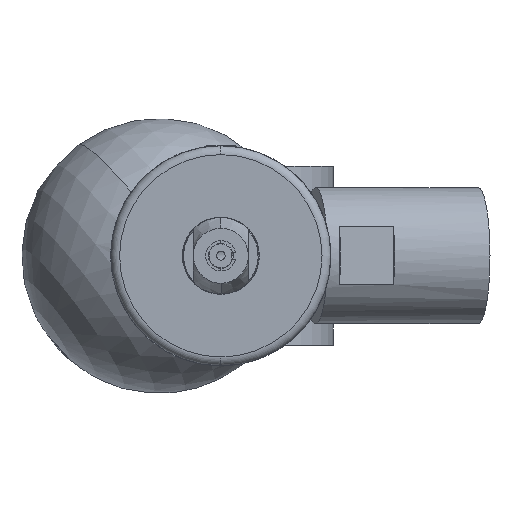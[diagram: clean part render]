
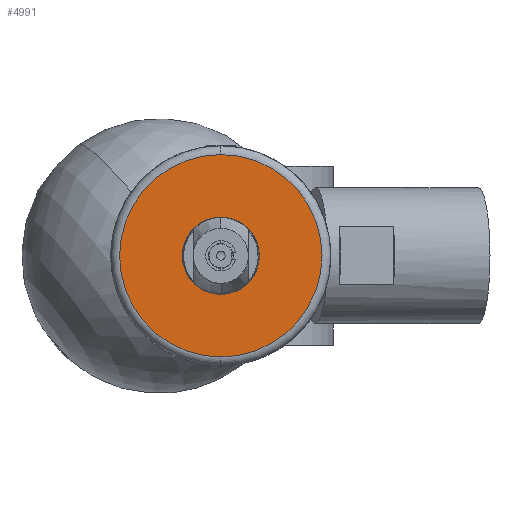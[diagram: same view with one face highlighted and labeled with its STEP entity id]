
A CAD part, left-side view. The second image highlights one B-rep face of the part: STEP entity #4991.
In plain terms, the highlighted planar face has unit normal (-1, 0, 0).
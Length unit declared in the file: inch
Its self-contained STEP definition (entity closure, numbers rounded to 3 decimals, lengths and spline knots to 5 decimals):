
#82 = EDGE_LOOP ( 'NONE', ( #6520, #6924 ) ) ;
#120 = DIRECTION ( 'NONE',  ( 0., 0., -1. ) ) ;
#266 = FACE_BOUND ( 'NONE', #82, .T. ) ;
#349 = FACE_OUTER_BOUND ( 'NONE', #1817, .T. ) ;
#1059 = DIRECTION ( 'NONE',  ( 0., 0., 1. ) ) ;
#1358 = PLANE ( 'NONE',  #9828 ) ;
#1698 = VERTEX_POINT ( 'NONE', #3951 ) ;
#1817 = EDGE_LOOP ( 'NONE', ( #9296, #14049 ) ) ;
#1843 = CARTESIAN_POINT ( 'NONE',  ( -0.0335, 0., 0. ) ) ;
#2076 = DIRECTION ( 'NONE',  ( 0., 0., -1. ) ) ;
#2176 = EDGE_CURVE ( 'NONE', #10173, #7428, #5707, .T. ) ;
#2268 = DIRECTION ( 'NONE',  ( 0., 0., 1. ) ) ;
#2483 = VERTEX_POINT ( 'NONE', #9891 ) ;
#2753 = AXIS2_PLACEMENT_3D ( 'NONE', #13089, #10944, #1059 ) ;
#2966 = AXIS2_PLACEMENT_3D ( 'NONE', #9760, #9967, #2268 ) ;
#3951 = CARTESIAN_POINT ( 'NONE',  ( -0.0335, 0., 0.46 ) ) ;
#4227 = CARTESIAN_POINT ( 'NONE',  ( -0.0335, 0., 0. ) ) ;
#4991 = ADVANCED_FACE ( 'NONE', ( #266, #349 ), #1358, .F. ) ;
#5707 = CIRCLE ( 'NONE', #2966, 0.0805 ) ;
#5716 = DIRECTION ( 'NONE',  ( 1., 0., 0. ) ) ;
#6196 = DIRECTION ( 'NONE',  ( 0., 0., -1. ) ) ;
#6237 = AXIS2_PLACEMENT_3D ( 'NONE', #1843, #13801, #6196 ) ;
#6329 = EDGE_CURVE ( 'NONE', #2483, #1698, #8265, .T. ) ;
#6520 = ORIENTED_EDGE ( 'NONE', *, *, #11172, .F. ) ;
#6924 = ORIENTED_EDGE ( 'NONE', *, *, #2176, .F. ) ;
#7428 = VERTEX_POINT ( 'NONE', #8732 ) ;
#8265 = CIRCLE ( 'NONE', #6237, 0.46 ) ;
#8732 = CARTESIAN_POINT ( 'NONE',  ( -0.0335, 0., 0.0805 ) ) ;
#9296 = ORIENTED_EDGE ( 'NONE', *, *, #6329, .T. ) ;
#9760 = CARTESIAN_POINT ( 'NONE',  ( -0.0335, 0., 0. ) ) ;
#9828 = AXIS2_PLACEMENT_3D ( 'NONE', #9918, #5716, #120 ) ;
#9891 = CARTESIAN_POINT ( 'NONE',  ( -0.0335, 0., -0.46 ) ) ;
#9918 = CARTESIAN_POINT ( 'NONE',  ( -0.0335, 0.5, 0. ) ) ;
#9967 = DIRECTION ( 'NONE',  ( -1., 0., 0. ) ) ;
#10173 = VERTEX_POINT ( 'NONE', #13868 ) ;
#10944 = DIRECTION ( 'NONE',  ( -1., 0., 0. ) ) ;
#11172 = EDGE_CURVE ( 'NONE', #7428, #10173, #13047, .T. ) ;
#11526 = CIRCLE ( 'NONE', #12174, 0.46 ) ;
#11877 = DIRECTION ( 'NONE',  ( -1., 0., 0. ) ) ;
#12174 = AXIS2_PLACEMENT_3D ( 'NONE', #4227, #11877, #2076 ) ;
#12730 = EDGE_CURVE ( 'NONE', #1698, #2483, #11526, .T. ) ;
#13047 = CIRCLE ( 'NONE', #2753, 0.0805 ) ;
#13089 = CARTESIAN_POINT ( 'NONE',  ( -0.0335, 0., 0. ) ) ;
#13801 = DIRECTION ( 'NONE',  ( -1., 0., 0. ) ) ;
#13868 = CARTESIAN_POINT ( 'NONE',  ( -0.0335, 0., -0.0805 ) ) ;
#14049 = ORIENTED_EDGE ( 'NONE', *, *, #12730, .T. ) ;
